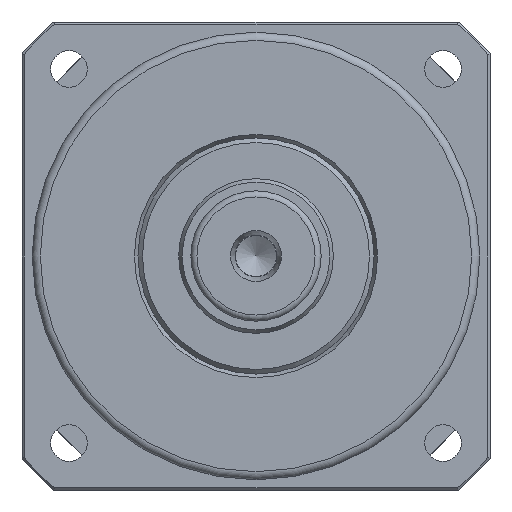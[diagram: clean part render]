
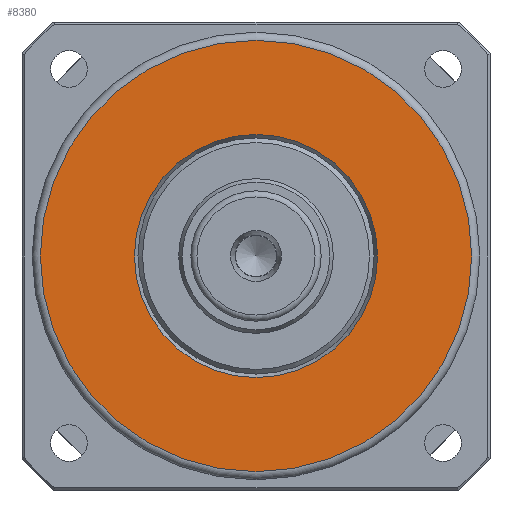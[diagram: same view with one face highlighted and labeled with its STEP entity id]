
A CAD part, left-side view. The second image highlights one B-rep face of the part: STEP entity #8380.
In plain terms, the highlighted planar face has unit normal (-1, 0, 0).
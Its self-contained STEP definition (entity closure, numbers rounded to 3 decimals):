
#1393=PLANE('',#9156);
#1626=FACE_BOUND('',#2715,.T.);
#2041=FACE_OUTER_BOUND('',#2714,.T.);
#2714=EDGE_LOOP('',(#6491));
#2715=EDGE_LOOP('',(#6492));
#3334=CIRCLE('',#9155,53.);
#3335=CIRCLE('',#9157,29.866);
#3969=VERTEX_POINT('',#14109);
#3970=VERTEX_POINT('',#14112);
#4895=EDGE_CURVE('',#3969,#3969,#3334,.T.);
#4896=EDGE_CURVE('',#3970,#3970,#3335,.T.);
#6491=ORIENTED_EDGE('',*,*,#4895,.F.);
#6492=ORIENTED_EDGE('',*,*,#4896,.F.);
#8380=ADVANCED_FACE('',(#2041,#1626),#1393,.F.);
#9155=AXIS2_PLACEMENT_3D('',#14110,#10793,#10794);
#9156=AXIS2_PLACEMENT_3D('',#14111,#10795,#10796);
#9157=AXIS2_PLACEMENT_3D('',#14113,#10797,#10798);
#10793=DIRECTION('center_axis',(1.,0.,0.));
#10794=DIRECTION('ref_axis',(0.,0.,
-1.));
#10795=DIRECTION('center_axis',(1.,0.,0.));
#10796=DIRECTION('ref_axis',(0.,0.,-1.));
#10797=DIRECTION('center_axis',(-1.,0.,0.));
#10798=DIRECTION('ref_axis',(0.,0.,
-1.));
#14109=CARTESIAN_POINT('',(-94.551,-123.245,-51.954));
#14110=CARTESIAN_POINT('Origin',(-94.551,-123.245,-104.954));
#14111=CARTESIAN_POINT('Origin',(-94.551,-123.245,-104.954));
#14112=CARTESIAN_POINT('',(-94.551,-123.245,-75.087));
#14113=CARTESIAN_POINT('Origin',(-94.551,-123.245,-104.954));
